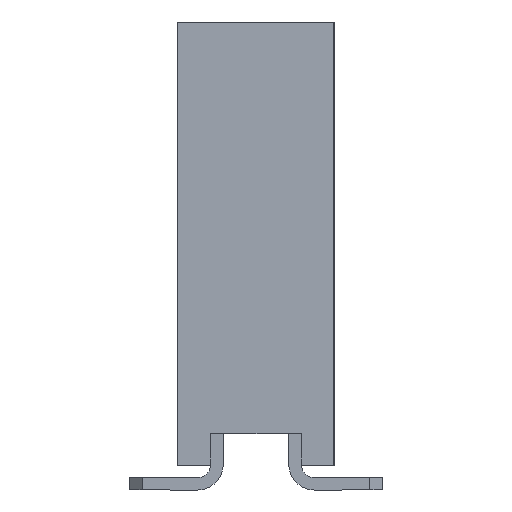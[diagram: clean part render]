
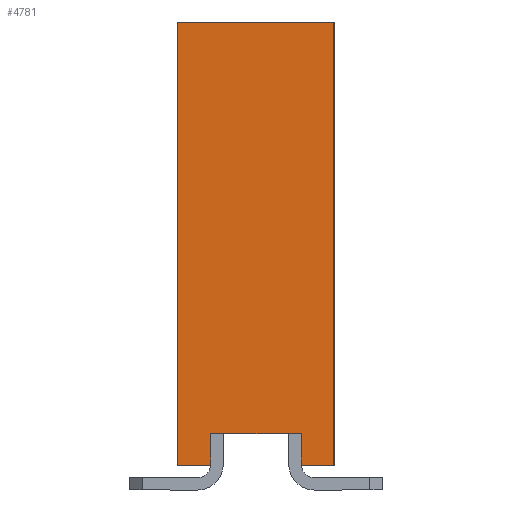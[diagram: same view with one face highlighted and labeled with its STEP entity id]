
A CAD part, left-side view. The second image highlights one B-rep face of the part: STEP entity #4781.
In plain terms, the highlighted planar face has unit normal (-1, 0, 0).
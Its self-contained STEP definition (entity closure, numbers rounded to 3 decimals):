
#414=ORIENTED_EDGE('',*,*,#1794,.F.);
#415=ORIENTED_EDGE('',*,*,#1795,.F.);
#416=ORIENTED_EDGE('',*,*,#1796,.F.);
#417=ORIENTED_EDGE('',*,*,#1583,.T.);
#418=ORIENTED_EDGE('',*,*,#1797,.T.);
#419=ORIENTED_EDGE('',*,*,#1798,.F.);
#420=ORIENTED_EDGE('',*,*,#1799,.F.);
#421=ORIENTED_EDGE('',*,*,#1792,.F.);
#1583=EDGE_CURVE('',#2274,#2273,#2709,.T.);
#1792=EDGE_CURVE('',#2482,#2483,#2918,.T.);
#1794=EDGE_CURVE('',#2484,#2482,#2920,.T.);
#1795=EDGE_CURVE('',#2485,#2484,#2921,.T.);
#1796=EDGE_CURVE('',#2274,#2485,#2922,.T.);
#1797=EDGE_CURVE('',#2273,#2486,#2923,.T.);
#1798=EDGE_CURVE('',#2487,#2486,#2924,.T.);
#1799=EDGE_CURVE('',#2483,#2487,#2925,.T.);
#2273=VERTEX_POINT('',#6693);
#2274=VERTEX_POINT('',#6695);
#2482=VERTEX_POINT('',#7141);
#2483=VERTEX_POINT('',#7143);
#2484=VERTEX_POINT('',#7147);
#2485=VERTEX_POINT('',#7149);
#2486=VERTEX_POINT('',#7152);
#2487=VERTEX_POINT('',#7154);
#2709=LINE('',#6694,#3343);
#2918=LINE('',#7142,#3552);
#2920=LINE('',#7146,#3554);
#2921=LINE('',#7148,#3555);
#2922=LINE('',#7150,#3556);
#2923=LINE('',#7151,#3557);
#2924=LINE('',#7153,#3558);
#2925=LINE('',#7155,#3559);
#3343=VECTOR('',#5390,1000.);
#3552=VECTOR('',#5659,1000.);
#3554=VECTOR('',#5663,1000.);
#3555=VECTOR('',#5664,1000.);
#3556=VECTOR('',#5665,1000.);
#3557=VECTOR('',#5666,1000.);
#3558=VECTOR('',#5667,1000.);
#3559=VECTOR('',#5668,1000.);
#4005=EDGE_LOOP('',(#414,#415,#416,#417,#418,#419,#420,#421));
#4293=FACE_BOUND('',#4005,.T.);
#4551=PLANE('',#5066);
#4781=ADVANCED_FACE('',(#4293),#4551,.F.);
#5066=AXIS2_PLACEMENT_3D('',#7145,#5661,#5662);
#5390=DIRECTION('',(0.,1.,0.));
#5659=DIRECTION('',(0.,1.,0.));
#5661=DIRECTION('',(1.,0.,0.));
#5662=DIRECTION('',(0.,0.,-1.));
#5663=DIRECTION('',(0.,0.,1.));
#5664=DIRECTION('',(0.,1.,0.));
#5665=DIRECTION('',(0.,0.,-1.));
#5666=DIRECTION('',(0.,0.,-1.));
#5667=DIRECTION('',(0.,1.,0.));
#5668=DIRECTION('',(0.,0.,-1.));
#6693=CARTESIAN_POINT('',(-19.3,1.25,3.55));
#6694=CARTESIAN_POINT('',(-19.3,-1.25,3.55));
#6695=CARTESIAN_POINT('',(-19.3,-1.25,3.55));
#7141=CARTESIAN_POINT('',(-19.3,-0.725,-3.05));
#7142=CARTESIAN_POINT('',(-19.3,-1.25,-3.05));
#7143=CARTESIAN_POINT('',(-19.3,0.725,-3.05));
#7145=CARTESIAN_POINT('',(-19.3,-1.25,3.55));
#7146=CARTESIAN_POINT('',(-19.3,-0.725,3.55));
#7147=CARTESIAN_POINT('',(-19.3,-0.725,-3.55));
#7148=CARTESIAN_POINT('',(-19.3,-1.25,-3.55));
#7149=CARTESIAN_POINT('',(-19.3,-1.25,-3.55));
#7150=CARTESIAN_POINT('',(-19.3,-1.25,3.55));
#7151=CARTESIAN_POINT('',(-19.3,1.25,3.55));
#7152=CARTESIAN_POINT('',(-19.3,1.25,-3.55));
#7153=CARTESIAN_POINT('',(-19.3,-1.25,-3.55));
#7154=CARTESIAN_POINT('',(-19.3,0.725,-3.55));
#7155=CARTESIAN_POINT('',(-19.3,0.725,3.55));
